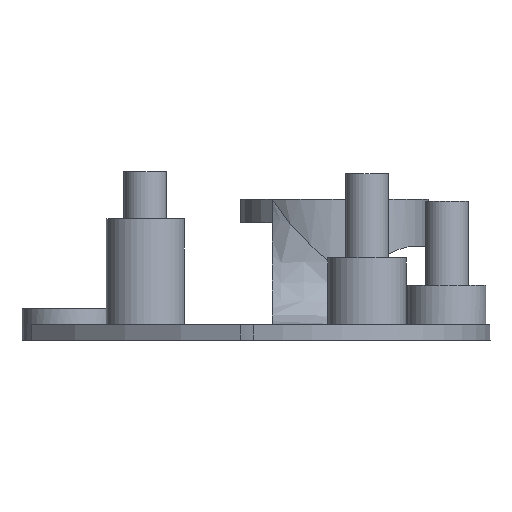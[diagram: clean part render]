
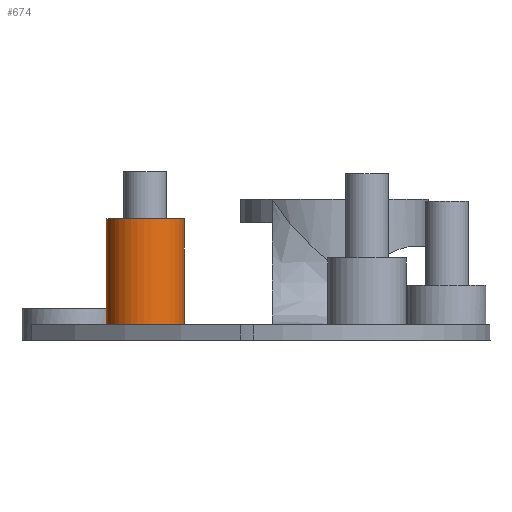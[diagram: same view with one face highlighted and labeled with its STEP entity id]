
A CAD part, front view. The second image highlights one B-rep face of the part: STEP entity #674.
In plain terms, the highlighted cylindrical face has radius 5 mm (diameter 10 mm), a full revolution.
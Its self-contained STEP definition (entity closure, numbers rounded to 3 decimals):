
#80=FACE_OUTER_BOUND('',#120,.T.);
#120=EDGE_LOOP('',(#525,#526,#527,#528));
#189=CIRCLE('',#767,5.);
#190=CIRCLE('',#768,5.);
#218=LINE('',#2477,#258);
#258=VECTOR('',#933,5.);
#328=VERTEX_POINT('',#2474);
#329=VERTEX_POINT('',#2476);
#410=EDGE_CURVE('',#328,#328,#189,.T.);
#411=EDGE_CURVE('',#328,#329,#218,.T.);
#412=EDGE_CURVE('',#329,#329,#190,.T.);
#525=ORIENTED_EDGE('',*,*,#410,.F.);
#526=ORIENTED_EDGE('',*,*,#411,.T.);
#527=ORIENTED_EDGE('',*,*,#412,.F.);
#528=ORIENTED_EDGE('',*,*,#411,.F.);
#652=CYLINDRICAL_SURFACE('',#766,5.);
#674=ADVANCED_FACE('',(#80),#652,.T.);
#766=AXIS2_PLACEMENT_3D('',#2473,#929,#930);
#767=AXIS2_PLACEMENT_3D('',#2475,#931,#932);
#768=AXIS2_PLACEMENT_3D('',#2478,#934,#935);
#929=DIRECTION('center_axis',(0.,0.,
-1.));
#930=DIRECTION('ref_axis',(-0.663,-0.749,0.));
#931=DIRECTION('center_axis',(0.,0.,-1.));
#932=DIRECTION('ref_axis',(-0.663,-0.749,0.));
#933=DIRECTION('',(0.,0.,1.));
#934=DIRECTION('center_axis',(0.,0.,1.));
#935=DIRECTION('ref_axis',(-0.663,-0.749,0.));
#2473=CARTESIAN_POINT('Origin',(-22.045,-24.736,15.5));
#2474=CARTESIAN_POINT('',(-18.731,-20.991,2.));
#2475=CARTESIAN_POINT('Origin',(-22.045,-24.736,2.));
#2476=CARTESIAN_POINT('',(-18.731,-20.991,15.5));
#2477=CARTESIAN_POINT('',(-18.731,-20.991,15.5));
#2478=CARTESIAN_POINT('Origin',(-22.045,-24.736,15.5));
